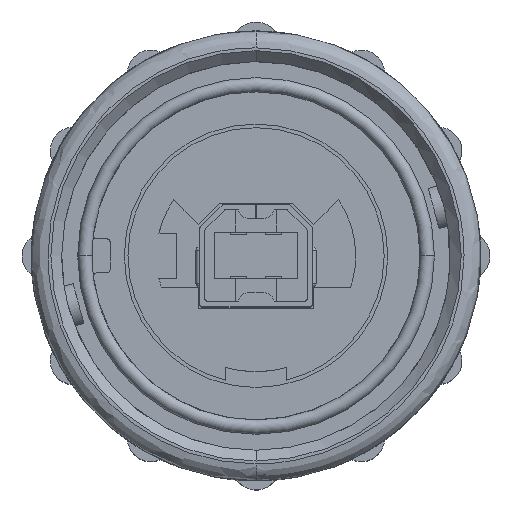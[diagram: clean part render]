
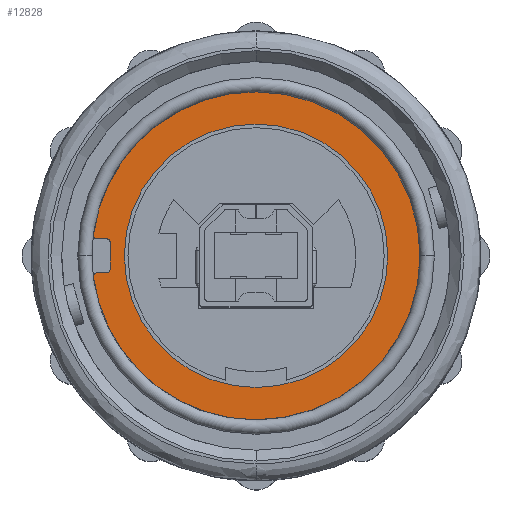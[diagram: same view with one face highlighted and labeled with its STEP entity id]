
A CAD part, top view. The second image highlights one B-rep face of the part: STEP entity #12828.
In plain terms, the highlighted planar face has unit normal (0, 0, 1).
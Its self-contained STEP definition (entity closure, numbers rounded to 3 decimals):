
#86 = VECTOR ( 'NONE', #6100, 1000. ) ;
#91 = FACE_OUTER_BOUND ( 'NONE', #6712, .T. ) ;
#344 = EDGE_CURVE ( 'NONE', #9726, #7453, #12780, .T. ) ;
#721 = VERTEX_POINT ( 'NONE', #6589 ) ;
#805 = CIRCLE ( 'NONE', #7805, 0.254 ) ;
#857 = CARTESIAN_POINT ( 'NONE',  ( 0., 0., 0. ) ) ;
#897 = CARTESIAN_POINT ( 'NONE',  ( 0., 11.57, 0. ) ) ;
#901 = ORIENTED_EDGE ( 'NONE', *, *, #10119, .T. ) ;
#1436 = ORIENTED_EDGE ( 'NONE', *, *, #9154, .T. ) ;
#1467 = EDGE_CURVE ( 'NONE', #1917, #9559, #8898, .T. ) ;
#1705 = CARTESIAN_POINT ( 'NONE',  ( 0., 0., 0. ) ) ;
#1900 = AXIS2_PLACEMENT_3D ( 'NONE', #13197, #6522, #14299 ) ;
#1917 = VERTEX_POINT ( 'NONE', #11973 ) ;
#1973 = DIRECTION ( 'NONE',  ( 0., -1., 0. ) ) ;
#1977 = CIRCLE ( 'NONE', #6096, 0.254 ) ;
#2451 = CARTESIAN_POINT ( 'NONE',  ( 0., -11.57, 0. ) ) ;
#2570 = AXIS2_PLACEMENT_3D ( 'NONE', #11647, #4993, #12764 ) ;
#2598 = CARTESIAN_POINT ( 'NONE',  ( -10.554, 1.206, 0. ) ) ;
#2667 = VERTEX_POINT ( 'NONE', #5094 ) ;
#2747 = DIRECTION ( 'NONE',  ( 0., 0., -1. ) ) ;
#2757 = CARTESIAN_POINT ( 'NONE',  ( -11.507, 1.206, 0. ) ) ;
#2820 = DIRECTION ( 'NONE',  ( 0., -1., 0. ) ) ;
#3291 = DIRECTION ( 'NONE',  ( 0., 0., -1. ) ) ;
#3683 = AXIS2_PLACEMENT_3D ( 'NONE', #11146, #4504, #12283 ) ;
#3868 = AXIS2_PLACEMENT_3D ( 'NONE', #4248, #6435, #13152 ) ;
#3932 = VERTEX_POINT ( 'NONE', #10504 ) ;
#4125 = EDGE_CURVE ( 'NONE', #13416, #2667, #5936, .T. ) ;
#4248 = CARTESIAN_POINT ( 'NONE',  ( 10.516, 0., 0. ) ) ;
#4504 = DIRECTION ( 'NONE',  ( 0., 0., -1. ) ) ;
#4614 = CIRCLE ( 'NONE', #13818, 0.254 ) ;
#4736 = EDGE_CURVE ( 'NONE', #7453, #13416, #11132, .T. ) ;
#4794 = CIRCLE ( 'NONE', #2570, 9.296 ) ;
#4993 = DIRECTION ( 'NONE',  ( 0., 0., 1. ) ) ;
#5094 = CARTESIAN_POINT ( 'NONE',  ( -11.473, -1.493, 0. ) ) ;
#5293 = VERTEX_POINT ( 'NONE', #9889 ) ;
#5358 = PLANE ( 'NONE',  #3868 ) ;
#5638 = FACE_BOUND ( 'NONE', #12989, .T. ) ;
#5869 = CARTESIAN_POINT ( 'NONE',  ( -11.221, -1.46, 0. ) ) ;
#5887 = DIRECTION ( 'NONE',  ( 0., 0., 1. ) ) ;
#5936 = CIRCLE ( 'NONE', #9583, 11.57 ) ;
#6035 = CIRCLE ( 'NONE', #10603, 9.296 ) ;
#6096 = AXIS2_PLACEMENT_3D ( 'NONE', #9905, #3291, #11031 ) ;
#6100 = DIRECTION ( 'NONE',  ( 1., 0., 0. ) ) ;
#6207 = EDGE_CURVE ( 'NONE', #2667, #9791, #805, .T. ) ;
#6435 = DIRECTION ( 'NONE',  ( 0., 0., -1. ) ) ;
#6490 = CARTESIAN_POINT ( 'NONE',  ( -10.3, 0., 0. ) ) ;
#6522 = DIRECTION ( 'NONE',  ( 0., 0., -1. ) ) ;
#6589 = CARTESIAN_POINT ( 'NONE',  ( -10.3, 0.952, 0. ) ) ;
#6712 = EDGE_LOOP ( 'NONE', ( #8755, #6994, #1436, #7731, #11931, #901, #13226, #10082, #12599, #11521 ) ) ;
#6780 = CARTESIAN_POINT ( 'NONE',  ( 0., 9.296, 0. ) ) ;
#6967 = DIRECTION ( 'NONE',  ( 0., -1., 0. ) ) ;
#6994 = ORIENTED_EDGE ( 'NONE', *, *, #1467, .T. ) ;
#7453 = VERTEX_POINT ( 'NONE', #897 ) ;
#7584 = DIRECTION ( 'NONE',  ( 0., 1., 0. ) ) ;
#7649 = EDGE_CURVE ( 'NONE', #11133, #5293, #6035, .T. ) ;
#7731 = ORIENTED_EDGE ( 'NONE', *, *, #11495, .F. ) ;
#7766 = CARTESIAN_POINT ( 'NONE',  ( -11.473, 1.493, 0. ) ) ;
#7805 = AXIS2_PLACEMENT_3D ( 'NONE', #5869, #13651, #6967 ) ;
#8118 = VECTOR ( 'NONE', #9575, 1000. ) ;
#8603 = DIRECTION ( 'NONE',  ( 0., 0., -1. ) ) ;
#8755 = ORIENTED_EDGE ( 'NONE', *, *, #12424, .F. ) ;
#8898 = LINE ( 'NONE', #2757, #86 ) ;
#8933 = VECTOR ( 'NONE', #7584, 1000. ) ;
#9154 = EDGE_CURVE ( 'NONE', #9559, #721, #4614, .T. ) ;
#9282 = LINE ( 'NONE', #6490, #8933 ) ;
#9368 = CARTESIAN_POINT ( 'NONE',  ( -10.554, 0.952, 0. ) ) ;
#9448 = DIRECTION ( 'NONE',  ( 0., 0., -1. ) ) ;
#9470 = AXIS2_PLACEMENT_3D ( 'NONE', #1705, #9448, #2820 ) ;
#9559 = VERTEX_POINT ( 'NONE', #2598 ) ;
#9575 = DIRECTION ( 'NONE',  ( -1., 0., 0. ) ) ;
#9583 = AXIS2_PLACEMENT_3D ( 'NONE', #857, #8603, #1973 ) ;
#9726 = VERTEX_POINT ( 'NONE', #7766 ) ;
#9791 = VERTEX_POINT ( 'NONE', #11276 ) ;
#9889 = CARTESIAN_POINT ( 'NONE',  ( 0., -9.296, 0. ) ) ;
#9905 = CARTESIAN_POINT ( 'NONE',  ( -10.554, -0.952, 0. ) ) ;
#10082 = ORIENTED_EDGE ( 'NONE', *, *, #4125, .F. ) ;
#10119 = EDGE_CURVE ( 'NONE', #3932, #9791, #14399, .T. ) ;
#10483 = DIRECTION ( 'NONE',  ( 0., 1., 0. ) ) ;
#10504 = CARTESIAN_POINT ( 'NONE',  ( -10.554, -1.206, 0. ) ) ;
#10603 = AXIS2_PLACEMENT_3D ( 'NONE', #12549, #5887, #13685 ) ;
#10865 = ORIENTED_EDGE ( 'NONE', *, *, #11391, .F. ) ;
#11031 = DIRECTION ( 'NONE',  ( 0., 1., 0. ) ) ;
#11132 = CIRCLE ( 'NONE', #9470, 11.57 ) ;
#11133 = VERTEX_POINT ( 'NONE', #6780 ) ;
#11146 = CARTESIAN_POINT ( 'NONE',  ( -11.221, 1.46, 0. ) ) ;
#11276 = CARTESIAN_POINT ( 'NONE',  ( -11.221, -1.206, 0. ) ) ;
#11391 = EDGE_CURVE ( 'NONE', #5293, #11133, #4794, .T. ) ;
#11495 = EDGE_CURVE ( 'NONE', #13102, #721, #9282, .T. ) ;
#11521 = ORIENTED_EDGE ( 'NONE', *, *, #344, .F. ) ;
#11647 = CARTESIAN_POINT ( 'NONE',  ( 0., 0., 0. ) ) ;
#11931 = ORIENTED_EDGE ( 'NONE', *, *, #12886, .T. ) ;
#11973 = CARTESIAN_POINT ( 'NONE',  ( -11.221, 1.206, 0. ) ) ;
#12283 = DIRECTION ( 'NONE',  ( 0., -1., 0. ) ) ;
#12424 = EDGE_CURVE ( 'NONE', #1917, #9726, #12427, .T. ) ;
#12427 = CIRCLE ( 'NONE', #3683, 0.254 ) ;
#12549 = CARTESIAN_POINT ( 'NONE',  ( 0., 0., 0. ) ) ;
#12599 = ORIENTED_EDGE ( 'NONE', *, *, #4736, .F. ) ;
#12764 = DIRECTION ( 'NONE',  ( 0., -1., 0. ) ) ;
#12780 = CIRCLE ( 'NONE', #1900, 11.57 ) ;
#12828 = ADVANCED_FACE ( 'NONE', ( #91, #5638 ), #5358, .F. ) ;
#12886 = EDGE_CURVE ( 'NONE', #13102, #3932, #1977, .T. ) ;
#12966 = CARTESIAN_POINT ( 'NONE',  ( -10.3, -1.206, 0. ) ) ;
#12989 = EDGE_LOOP ( 'NONE', ( #10865, #13489 ) ) ;
#13102 = VERTEX_POINT ( 'NONE', #13691 ) ;
#13152 = DIRECTION ( 'NONE',  ( 0., 1., 0. ) ) ;
#13197 = CARTESIAN_POINT ( 'NONE',  ( 0., 0., 0. ) ) ;
#13226 = ORIENTED_EDGE ( 'NONE', *, *, #6207, .F. ) ;
#13416 = VERTEX_POINT ( 'NONE', #2451 ) ;
#13489 = ORIENTED_EDGE ( 'NONE', *, *, #7649, .F. ) ;
#13651 = DIRECTION ( 'NONE',  ( 0., 0., -1. ) ) ;
#13685 = DIRECTION ( 'NONE',  ( 0., -1., 0. ) ) ;
#13691 = CARTESIAN_POINT ( 'NONE',  ( -10.3, -0.952, 0. ) ) ;
#13818 = AXIS2_PLACEMENT_3D ( 'NONE', #9368, #2747, #10483 ) ;
#14299 = DIRECTION ( 'NONE',  ( 0., -1., 0. ) ) ;
#14399 = LINE ( 'NONE', #12966, #8118 ) ;
